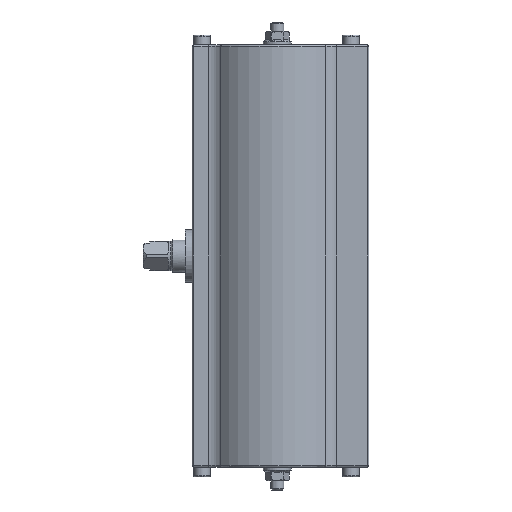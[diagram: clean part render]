
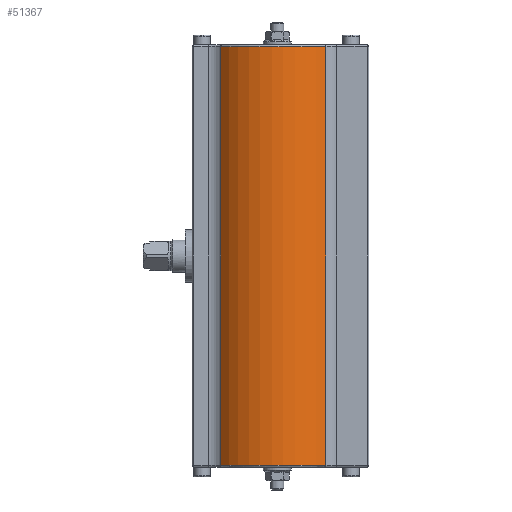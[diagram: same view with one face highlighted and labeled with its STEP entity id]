
A CAD part, left-side view. The second image highlights one B-rep face of the part: STEP entity #51367.
In plain terms, the highlighted cylindrical face has radius 45.5 mm (diameter 91 mm), a partial arc.
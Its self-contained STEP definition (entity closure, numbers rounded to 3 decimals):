
#30538=CARTESIAN_POINT('',(-29.514,34.63,-128.0));
#30539=VERTEX_POINT('',#30538);
#30592=CARTESIAN_POINT('',(-34.432,-29.743,-128.0));
#30593=VERTEX_POINT('',#30592);
#30601=CARTESIAN_POINT('',(0.,0.,-128.0));
#30602=DIRECTION('',(0.,0.,1.));
#30603=DIRECTION('',(-0.997,0.076,0.));
#30604=AXIS2_PLACEMENT_3D('',#30601,#30602,#30603);
#30605=CIRCLE('',#30604,45.5);
#30606=EDGE_CURVE('',#30539,#30593,#30605,.T.);
#47321=CARTESIAN_POINT('',(-29.514,34.63,128.0));
#47322=VERTEX_POINT('',#47321);
#47355=CARTESIAN_POINT('',(-34.432,-29.743,128.0));
#47356=VERTEX_POINT('',#47355);
#47374=CARTESIAN_POINT('',(0.,0.,128.0));
#47375=DIRECTION('',(0.,0.,1.));
#47376=DIRECTION('',(-0.997,0.076,0.));
#47377=AXIS2_PLACEMENT_3D('',#47374,#47375,#47376);
#47378=CIRCLE('',#47377,45.5);
#47379=EDGE_CURVE('',#47322,#47356,#47378,.T.);
#51339=CARTESIAN_POINT('',(-34.432,-29.743,128.0));
#51340=DIRECTION('',(0.0,0.0,-1.0));
#51341=VECTOR('',#51340,256.0);
#51342=LINE('',#51339,#51341);
#51343=EDGE_CURVE('',#47356,#30593,#51342,.T.);
#51351=CARTESIAN_POINT('',(0.0,0.0,0.0));
#51352=DIRECTION('',(0.0,0.0,1.0));
#51353=DIRECTION('',(0.649,-0.761,0.0));
#51354=AXIS2_PLACEMENT_3D('',#51351,#51352,#51353);
#51355=CYLINDRICAL_SURFACE('',#51354,45.5);
#51356=CARTESIAN_POINT('',(-29.514,34.63,128.0));
#51357=DIRECTION('',(0.0,0.0,-1.0));
#51358=VECTOR('',#51357,256.0);
#51359=LINE('',#51356,#51358);
#51360=EDGE_CURVE('',#47322,#30539,#51359,.T.);
#51361=ORIENTED_EDGE('',*,*,#51360,.T.);
#51362=ORIENTED_EDGE('',*,*,#30606,.T.);
#51363=ORIENTED_EDGE('',*,*,#51343,.F.);
#51364=ORIENTED_EDGE('',*,*,#47379,.F.);
#51365=EDGE_LOOP('',(#51361,#51362,#51363,#51364));
#51366=FACE_OUTER_BOUND('',#51365,.T.);
#51367=ADVANCED_FACE('',(#51366),#51355,.T.);
